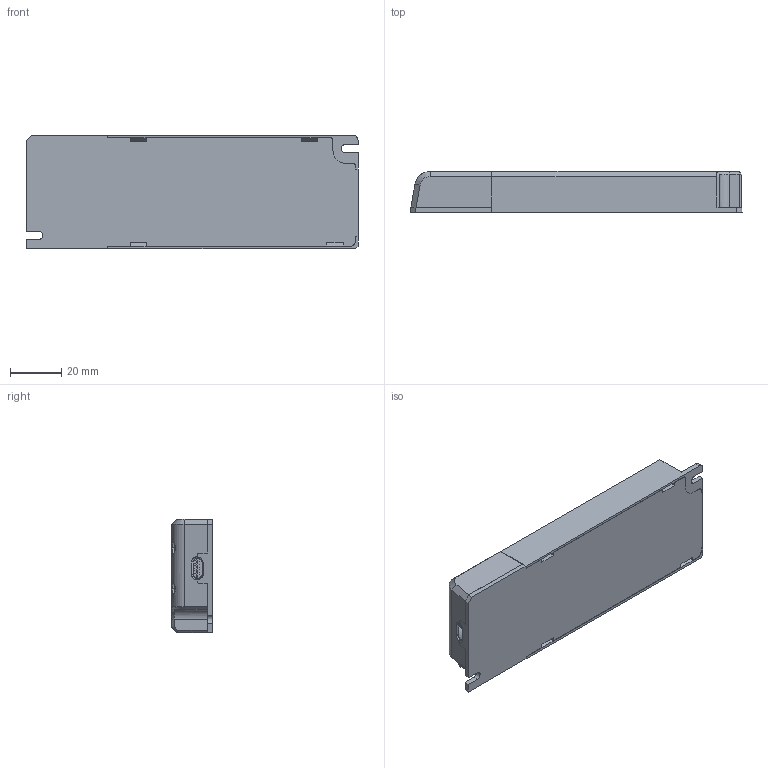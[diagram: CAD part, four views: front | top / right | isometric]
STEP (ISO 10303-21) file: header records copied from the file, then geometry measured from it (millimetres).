
FILE_DESCRIPTION((''),'2;1');
FILE_NAME('KT-029_ASM','2022-03-21T13:27:36',('616179'),(''),'CREO PARAMETRIC BY PTC INC, 2020053','CREO PARAMETRIC BY PTC INC, 2020053','');
FILE_SCHEMA(('CONFIG_CONTROL_DESIGN','SHAPE_APPEARANCE_LAYERS_GROUPS'));
Length unit declared in the file: millimetre
Products named in the file (7): KT-029_XG; KT-029_SG; KT-029_DG; KT-029_PCB; FENGJIE_JIETOU; JIXIANZHU2; KT-029_ASM
Assembly tree (8 placements, depth 2):
  KT-029_ASM
    KT-029_XG
    KT-029_SG
    KT-029_DG
    KT-029_PCB
    FENGJIE_JIETOU  x3
    JIXIANZHU2
Bounding box: 130 x 16 x 44.5 mm (x, y, z)
Volume: 25305.1 mm3; surface area: 55868.7 mm2
Topology: 8 solids, 10 shells, 922 faces, 2771 edges, 1873 vertices
Faces by surface type: plane 743, cylinder 96, cone 51, bspline 16, extrusion 10, torus 6
Entity records: 36044 total; most frequent: CARTESIAN_POINT 6899, ORIENTED_EDGE 4507, DIRECTION 4147, PRESENTATION_STYLE_ASSIGNMENT 2424, STYLED_ITEM 2384, CURVE_STYLE 2371, EDGE_CURVE 2371, VECTOR 1801
